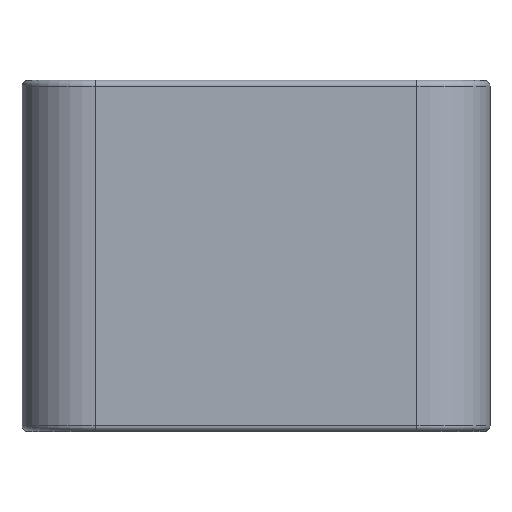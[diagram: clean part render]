
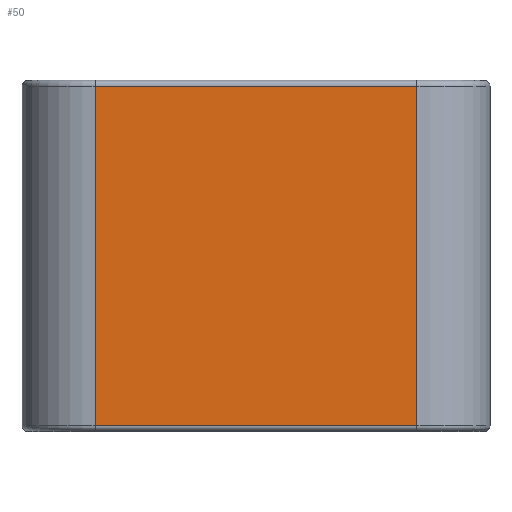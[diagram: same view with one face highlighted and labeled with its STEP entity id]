
A CAD part, top view. The second image highlights one B-rep face of the part: STEP entity #50.
In plain terms, the highlighted planar face has unit normal (0, 0, 1).
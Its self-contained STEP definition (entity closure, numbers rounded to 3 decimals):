
#50 = ADVANCED_FACE( '', ( #119 ), #120, .T. );
#119 = FACE_OUTER_BOUND( '', #206, .T. );
#120 = PLANE( '', #207 );
#206 = EDGE_LOOP( '', ( #287, #288, #289, #290 ) );
#207 = AXIS2_PLACEMENT_3D( '', #291, #292, #293 );
#287 = ORIENTED_EDGE( '', *, *, #503, .T. );
#288 = ORIENTED_EDGE( '', *, *, #504, .T. );
#289 = ORIENTED_EDGE( '', *, *, #505, .F. );
#290 = ORIENTED_EDGE( '', *, *, #506, .T. );
#291 = CARTESIAN_POINT( '', ( -5.5, -6., 2.5 ) );
#292 = DIRECTION( '', ( 0., 0., 1. ) );
#293 = DIRECTION( '', ( 1., 0., 0. ) );
#503 = EDGE_CURVE( '', #585, #586, #587, .T. );
#504 = EDGE_CURVE( '', #586, #588, #589, .F. );
#505 = EDGE_CURVE( '', #590, #588, #591, .T. );
#506 = EDGE_CURVE( '', #590, #585, #592, .T. );
#585 = VERTEX_POINT( '', #699 );
#586 = VERTEX_POINT( '', #700 );
#587 = LINE( '', #701, #702 );
#588 = VERTEX_POINT( '', #703 );
#589 = LINE( '', #704, #705 );
#590 = VERTEX_POINT( '', #706 );
#591 = LINE( '', #707, #708 );
#592 = LINE( '', #709, #710 );
#699 = CARTESIAN_POINT( '', ( 5.5, -5.8, 2.5 ) );
#700 = CARTESIAN_POINT( '', ( 5.5, 5.8, 2.5 ) );
#701 = CARTESIAN_POINT( '', ( 5.5, -6., 2.5 ) );
#702 = VECTOR( '', #836, 1000. );
#703 = CARTESIAN_POINT( '', ( -5.5, 5.8, 2.5 ) );
#704 = CARTESIAN_POINT( '', ( -5.5, 5.8, 2.5 ) );
#705 = VECTOR( '', #837, 1000. );
#706 = CARTESIAN_POINT( '', ( -5.5, -5.8, 2.5 ) );
#707 = CARTESIAN_POINT( '', ( -5.5, -6., 2.5 ) );
#708 = VECTOR( '', #838, 1000. );
#709 = CARTESIAN_POINT( '', ( 5.5, -5.8, 2.5 ) );
#710 = VECTOR( '', #839, 1000. );
#836 = DIRECTION( '', ( 0., 1., 0. ) );
#837 = DIRECTION( '', ( 1., 0., 0. ) );
#838 = DIRECTION( '', ( 0., 1., 0. ) );
#839 = DIRECTION( '', ( 1., 0., 0. ) );
